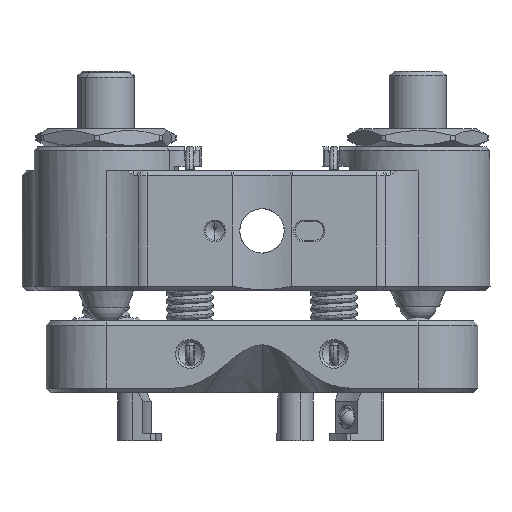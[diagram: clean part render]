
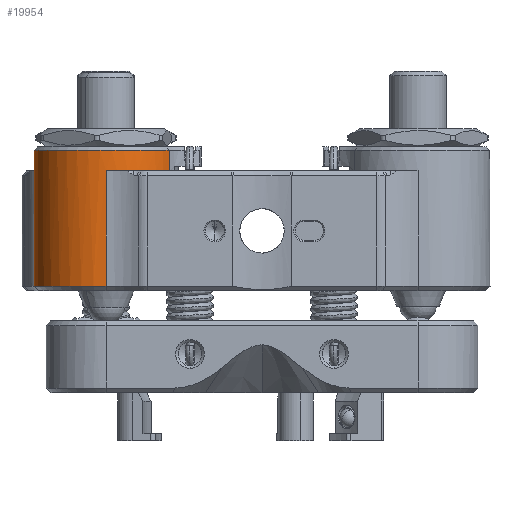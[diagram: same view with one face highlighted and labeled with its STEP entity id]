
A CAD part, front view. The second image highlights one B-rep face of the part: STEP entity #19954.
In plain terms, the highlighted cylindrical face has radius 7.62 mm (diameter 15.24 mm), a partial arc.
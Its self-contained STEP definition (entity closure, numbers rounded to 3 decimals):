
#1416 = DIRECTION ( 'NONE',  ( 0., 0., -1. ) ) ;
#1541 = EDGE_CURVE ( 'NONE', #20243, #20576, #20518, .T. ) ;
#1992 = VERTEX_POINT ( 'NONE', #16183 ) ;
#2031 = ORIENTED_EDGE ( 'NONE', *, *, #16486, .T. ) ;
#2413 = ORIENTED_EDGE ( 'NONE', *, *, #2744, .T. ) ;
#2744 = EDGE_CURVE ( 'NONE', #20243, #1992, #3646, .T. ) ;
#2986 = CIRCLE ( 'NONE', #16816, 7.62 ) ;
#3444 = CARTESIAN_POINT ( 'NONE',  ( 8.861, 12.114, 38.377 ) ) ;
#3646 = CIRCLE ( 'NONE', #22577, 7.62 ) ;
#4333 = CARTESIAN_POINT ( 'NONE',  ( 1.241, 12.114, 40.917 ) ) ;
#4446 = VECTOR ( 'NONE', #1416, 1000. ) ;
#4792 = VECTOR ( 'NONE', #12753, 1000. ) ;
#5779 = AXIS2_PLACEMENT_3D ( 'NONE', #16776, #7506, #7379 ) ;
#5979 = CARTESIAN_POINT ( 'NONE',  ( 1.241, 12.114, 38.377 ) ) ;
#6122 = ORIENTED_EDGE ( 'NONE', *, *, #19781, .T. ) ;
#6903 = EDGE_CURVE ( 'NONE', #1992, #12854, #12496, .T. ) ;
#7032 = DIRECTION ( 'NONE',  ( -1., 0., 0. ) ) ;
#7379 = DIRECTION ( 'NONE',  ( -1., 0., 0. ) ) ;
#7506 = DIRECTION ( 'NONE',  ( 0., 0., -1. ) ) ;
#7984 = VERTEX_POINT ( 'NONE', #16446 ) ;
#7985 = ORIENTED_EDGE ( 'NONE', *, *, #6903, .T. ) ;
#8038 = LINE ( 'NONE', #4333, #11567 ) ;
#8348 = CARTESIAN_POINT ( 'NONE',  ( 8.861, 4.494, 38.377 ) ) ;
#9034 = DIRECTION ( 'NONE',  ( 0., 0., 1. ) ) ;
#9535 = EDGE_CURVE ( 'NONE', #12854, #12382, #2986, .T. ) ;
#10189 = ORIENTED_EDGE ( 'NONE', *, *, #9535, .T. ) ;
#10467 = VECTOR ( 'NONE', #9034, 1000. ) ;
#10622 = CARTESIAN_POINT ( 'NONE',  ( 8.861, 12.114, 40.536 ) ) ;
#11567 = VECTOR ( 'NONE', #15585, 1000. ) ;
#11751 = DIRECTION ( 'NONE',  ( -1., 0., 0. ) ) ;
#11871 = DIRECTION ( 'NONE',  ( 0., 0., 1. ) ) ;
#12008 = EDGE_LOOP ( 'NONE', ( #10189, #13125, #2031, #6122, #16940, #2413, #7985 ) ) ;
#12382 = VERTEX_POINT ( 'NONE', #23278 ) ;
#12496 = LINE ( 'NONE', #20138, #10467 ) ;
#12753 = DIRECTION ( 'NONE',  ( 0., 0., -1. ) ) ;
#12854 = VERTEX_POINT ( 'NONE', #19660 ) ;
#12955 = CYLINDRICAL_SURFACE ( 'NONE', #5779, 7.62 ) ;
#13125 = ORIENTED_EDGE ( 'NONE', *, *, #16740, .T. ) ;
#13464 = CARTESIAN_POINT ( 'NONE',  ( 8.861, 12.114, 26.185 ) ) ;
#14456 = DIRECTION ( 'NONE',  ( 0., 0., -1. ) ) ;
#14736 = CARTESIAN_POINT ( 'NONE',  ( 8.861, 4.494, 40.917 ) ) ;
#15585 = DIRECTION ( 'NONE',  ( 0., 0., -1. ) ) ;
#16183 = CARTESIAN_POINT ( 'NONE',  ( 15.551, 8.466, 38.377 ) ) ;
#16417 = CIRCLE ( 'NONE', #17982, 7.62 ) ;
#16443 = CARTESIAN_POINT ( 'NONE',  ( 8.861, 4.494, 26.185 ) ) ;
#16446 = CARTESIAN_POINT ( 'NONE',  ( 1.241, 12.114, 26.185 ) ) ;
#16486 = EDGE_CURVE ( 'NONE', #22536, #7984, #18339, .T. ) ;
#16665 = DIRECTION ( 'NONE',  ( 0., 0., 1. ) ) ;
#16740 = EDGE_CURVE ( 'NONE', #12382, #22536, #8038, .T. ) ;
#16776 = CARTESIAN_POINT ( 'NONE',  ( 8.861, 12.114, 40.917 ) ) ;
#16816 = AXIS2_PLACEMENT_3D ( 'NONE', #10622, #14456, #7032 ) ;
#16940 = ORIENTED_EDGE ( 'NONE', *, *, #1541, .F. ) ;
#17982 = AXIS2_PLACEMENT_3D ( 'NONE', #13464, #11871, #11751 ) ;
#18097 = CARTESIAN_POINT ( 'NONE',  ( 1.241, 12.114, 40.917 ) ) ;
#18339 = LINE ( 'NONE', #18097, #4446 ) ;
#18384 = DIRECTION ( 'NONE',  ( -1., 0., 0. ) ) ;
#18737 = FACE_OUTER_BOUND ( 'NONE', #12008, .T. ) ;
#19660 = CARTESIAN_POINT ( 'NONE',  ( 15.551, 8.466, 40.536 ) ) ;
#19781 = EDGE_CURVE ( 'NONE', #7984, #20576, #16417, .T. ) ;
#19954 = ADVANCED_FACE ( 'NONE', ( #18737 ), #12955, .T. ) ;
#20138 = CARTESIAN_POINT ( 'NONE',  ( 15.551, 8.466, 38.377 ) ) ;
#20243 = VERTEX_POINT ( 'NONE', #8348 ) ;
#20518 = LINE ( 'NONE', #14736, #4792 ) ;
#20576 = VERTEX_POINT ( 'NONE', #16443 ) ;
#22536 = VERTEX_POINT ( 'NONE', #5979 ) ;
#22577 = AXIS2_PLACEMENT_3D ( 'NONE', #3444, #16665, #18384 ) ;
#23278 = CARTESIAN_POINT ( 'NONE',  ( 1.241, 12.114, 40.536 ) ) ;
